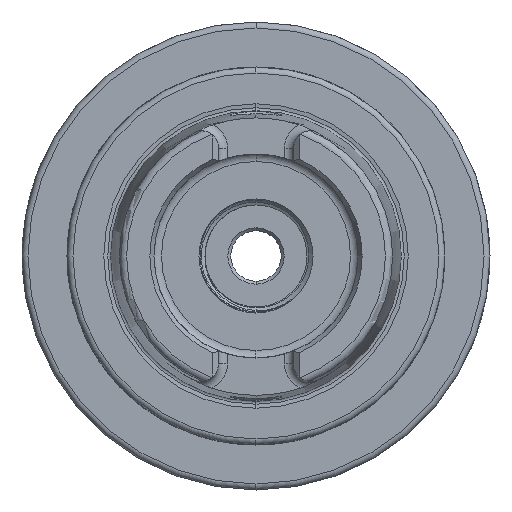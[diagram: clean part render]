
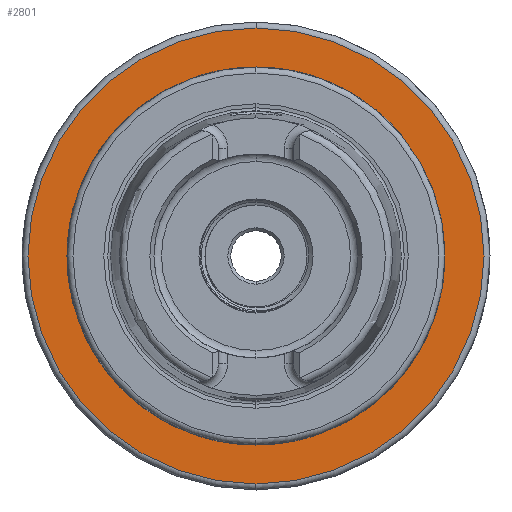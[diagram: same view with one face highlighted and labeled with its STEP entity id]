
A CAD part, left-side view. The second image highlights one B-rep face of the part: STEP entity #2801.
In plain terms, the highlighted planar face has unit normal (-1, 0, 0).
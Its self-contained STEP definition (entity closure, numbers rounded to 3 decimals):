
#2785 = ORIENTED_EDGE ( 'NONE', *, *, #3126, .T. ) ;
#2798 = ORIENTED_EDGE ( 'NONE', *, *, #2803, .T. ) ;
#2801 = ADVANCED_FACE ( 'NONE', ( #23345, #23344 ), #23325, .T. ) ;
#2803 = EDGE_CURVE ( 'NONE', #3130, #3120, #23392, .T. ) ;
#2811 = EDGE_LOOP ( 'NONE', ( #2785, #2798 ) ) ;
#2815 = EDGE_LOOP ( 'NONE', ( #2817, #2819 ) ) ;
#2817 = ORIENTED_EDGE ( 'NONE', *, *, #3226, .T. ) ;
#2819 = ORIENTED_EDGE ( 'NONE', *, *, #2877, .T. ) ;
#2877 = EDGE_CURVE ( 'NONE', #3283, #3240, #23440, .T. ) ;
#3120 = VERTEX_POINT ( 'NONE', #6786 ) ;
#3126 = EDGE_CURVE ( 'NONE', #3120, #3130, #6771, .T. ) ;
#3130 = VERTEX_POINT ( 'NONE', #6776 ) ;
#3226 = EDGE_CURVE ( 'NONE', #3240, #3283, #6899, .T. ) ;
#3240 = VERTEX_POINT ( 'NONE', #6894 ) ;
#3283 = VERTEX_POINT ( 'NONE', #6979 ) ;
#6765 = DIRECTION ( 'NONE',  ( 0., 0., 1. ) ) ;
#6766 = DIRECTION ( 'NONE',  ( 1., 0., 0. ) ) ;
#6767 = CARTESIAN_POINT ( 'NONE',  ( 42., 0., 0. ) ) ;
#6769 = AXIS2_PLACEMENT_3D ( 'NONE', #6767, #6766, #6765 ) ;
#6771 = CIRCLE ( 'NONE', #6769, 25.05 ) ;
#6776 = CARTESIAN_POINT ( 'NONE',  ( 42., 0., -25.05 ) ) ;
#6786 = CARTESIAN_POINT ( 'NONE',  ( 42., 0., 25.05 ) ) ;
#6894 = CARTESIAN_POINT ( 'NONE',  ( 42., 0., 38. ) ) ;
#6895 = DIRECTION ( 'NONE',  ( 0., 0., 1. ) ) ;
#6896 = DIRECTION ( 'NONE',  ( -1., 0., 0. ) ) ;
#6897 = CARTESIAN_POINT ( 'NONE',  ( 42., 0., 0. ) ) ;
#6898 = AXIS2_PLACEMENT_3D ( 'NONE', #6897, #6896, #6895 ) ;
#6899 = CIRCLE ( 'NONE', #6898, 38. ) ;
#6979 = CARTESIAN_POINT ( 'NONE',  ( 42., 0., -38. ) ) ;
#23325 = PLANE ( 'NONE',  #23343 ) ;
#23343 = AXIS2_PLACEMENT_3D ( 'NONE', #23393, #23391, #23390 ) ;
#23344 = FACE_OUTER_BOUND ( 'NONE', #2815, .T. ) ;
#23345 = FACE_BOUND ( 'NONE', #2811, .T. ) ;
#23385 = DIRECTION ( 'NONE',  ( 0., 0., 1. ) ) ;
#23386 = DIRECTION ( 'NONE',  ( 1., 0., 0. ) ) ;
#23387 = CARTESIAN_POINT ( 'NONE',  ( 42., 0., 0. ) ) ;
#23390 = DIRECTION ( 'NONE',  ( 0., 0., 1. ) ) ;
#23391 = DIRECTION ( 'NONE',  ( -1., 0., 0. ) ) ;
#23392 = CIRCLE ( 'NONE', #23395, 25.05 ) ;
#23393 = CARTESIAN_POINT ( 'NONE',  ( 42., 39., 0. ) ) ;
#23395 = AXIS2_PLACEMENT_3D ( 'NONE', #23387, #23386, #23385 ) ;
#23435 = DIRECTION ( 'NONE',  ( 0., 0., 1. ) ) ;
#23436 = DIRECTION ( 'NONE',  ( -1., 0., 0. ) ) ;
#23437 = CARTESIAN_POINT ( 'NONE',  ( 42., 0., 0. ) ) ;
#23438 = AXIS2_PLACEMENT_3D ( 'NONE', #23437, #23436, #23435 ) ;
#23440 = CIRCLE ( 'NONE', #23438, 38. ) ;
